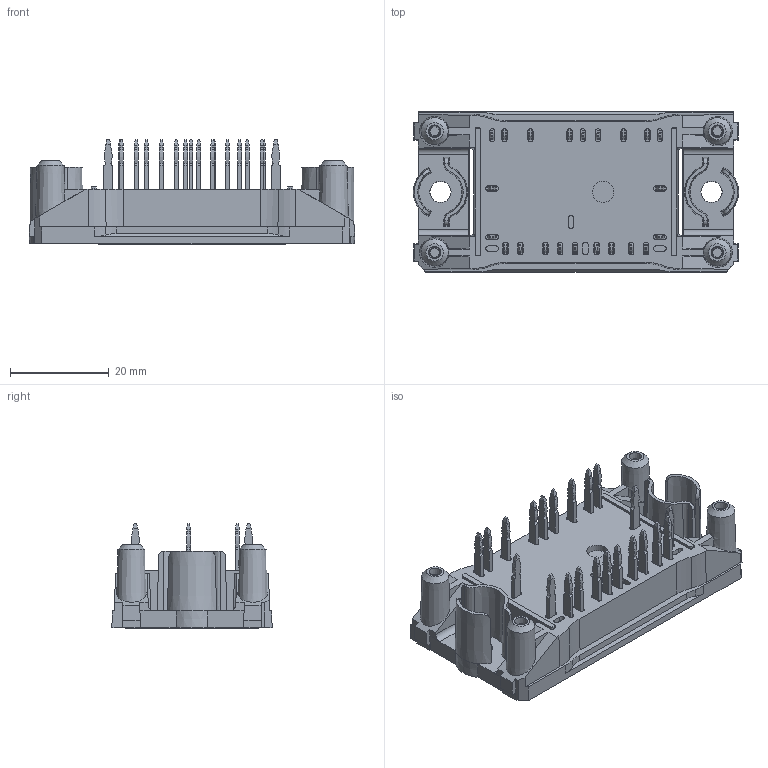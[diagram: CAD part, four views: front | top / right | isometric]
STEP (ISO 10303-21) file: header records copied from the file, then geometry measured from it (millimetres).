
FILE_DESCRIPTION(/* description */ ('Unknown'),/* implementation_level */ '2;1');
FILE_NAME(/* name */ 'Flow0-4T17YA-LA00(220)-01-OL',/* time_stamp */ '2016-06-30T13:15:57+02:00',/* author */ ('Unknown'),/* organization */ ('Unknown'),/* preprocessor_version */ 'ST-DEVELOPER v16',/* originating_system */ 'DEX',/* authorisation */ $);
FILE_SCHEMA (('AP203_CONFIGURATION_CONTROLLED_3D_DESIGN_OF_MECHANICAL_PARTS_AND_ASSEMBLIES_MIM_LF { 1 0 10303 203 3 1 4 }','AUTOMOTIVE_DESIGN {1 0 10303 214 3 1 1}'));
Length unit declared in the file: millimetre
Products named in the file (1): Flow0-4T17YA-LA00-01-OL
Bounding box: 66 x 32.5 x 21.23 mm (x, y, z)
Volume: 18028.1 mm3; surface area: 11171.6 mm2
Topology: 1 solids, 1 shells, 811 faces, 2207 edges, 1460 vertices
Faces by surface type: plane 530, cylinder 235, cone 46
Full cylindrical faces by diameter (mm): 4.3 x1
Entity records: 31478 total; most frequent: CARTESIAN_POINT 4914, ORIENTED_EDGE 4348, DIRECTION 4328, EDGE_CURVE 2174, LINE 1588, VECTOR 1588, VERTEX_POINT 1448, AXIS2_PLACEMENT_3D 1370
